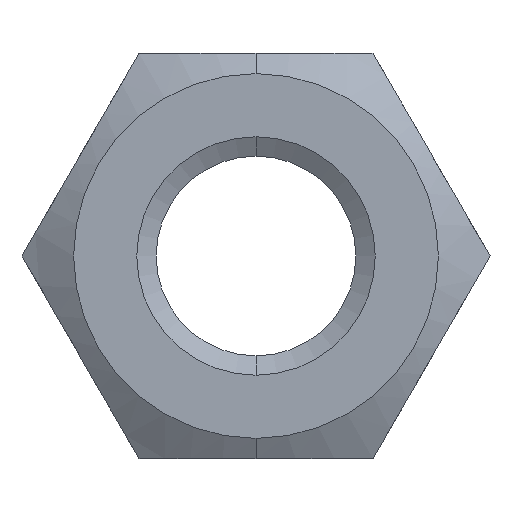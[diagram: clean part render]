
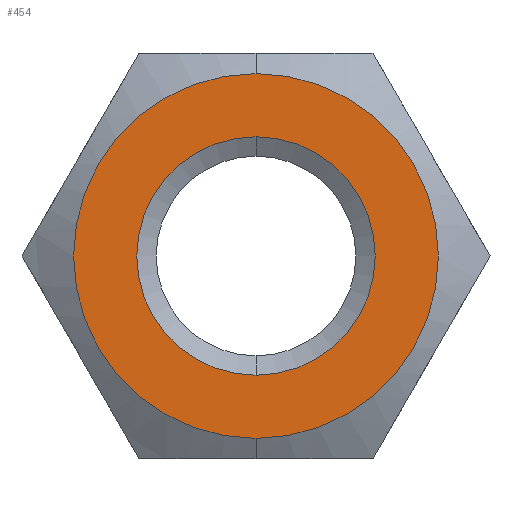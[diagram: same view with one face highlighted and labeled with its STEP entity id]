
A CAD part, left-side view. The second image highlights one B-rep face of the part: STEP entity #454.
In plain terms, the highlighted planar face has unit normal (-1, 0, 0).
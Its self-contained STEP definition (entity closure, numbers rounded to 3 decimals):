
#6 = EDGE_CURVE ( 'NONE', #120, #453, #159, .T. ) ;
#8 = AXIS2_PLACEMENT_3D ( 'NONE', #562, #362, #99 ) ;
#11 = VERTEX_POINT ( 'NONE', #201 ) ;
#21 = ORIENTED_EDGE ( 'NONE', *, *, #463, .F. ) ;
#26 = CARTESIAN_POINT ( 'NONE',  ( 0., 0., 0. ) ) ;
#49 = AXIS2_PLACEMENT_3D ( 'NONE', #399, #189, #392 ) ;
#70 = DIRECTION ( 'NONE',  ( 1., 0., 0. ) ) ;
#76 = AXIS2_PLACEMENT_3D ( 'NONE', #26, #448, #661 ) ;
#79 = DIRECTION ( 'NONE',  ( 0., 0., -1. ) ) ;
#99 = DIRECTION ( 'NONE',  ( 0., 0., 1. ) ) ;
#120 = VERTEX_POINT ( 'NONE', #534 ) ;
#126 = CIRCLE ( 'NONE', #76, 5. ) ;
#139 = CIRCLE ( 'NONE', #509, 7.65 ) ;
#159 = CIRCLE ( 'NONE', #8, 5. ) ;
#180 = AXIS2_PLACEMENT_3D ( 'NONE', #640, #70, #436 ) ;
#189 = DIRECTION ( 'NONE',  ( 1., 0., 0. ) ) ;
#201 = CARTESIAN_POINT ( 'NONE',  ( 0., 0., 7.65 ) ) ;
#272 = ORIENTED_EDGE ( 'NONE', *, *, #6, .T. ) ;
#349 = DIRECTION ( 'NONE',  ( 1., 0., 0. ) ) ;
#362 = DIRECTION ( 'NONE',  ( 1., 0., 0. ) ) ;
#380 = FACE_BOUND ( 'NONE', #390, .T. ) ;
#382 = PLANE ( 'NONE',  #180 ) ;
#390 = EDGE_LOOP ( 'NONE', ( #272, #568 ) ) ;
#392 = DIRECTION ( 'NONE',  ( 0., 0., -1. ) ) ;
#395 = CIRCLE ( 'NONE', #49, 7.65 ) ;
#399 = CARTESIAN_POINT ( 'NONE',  ( 0., 0., 0. ) ) ;
#436 = DIRECTION ( 'NONE',  ( 0., 0., -1. ) ) ;
#438 = FACE_OUTER_BOUND ( 'NONE', #567, .T. ) ;
#448 = DIRECTION ( 'NONE',  ( 1., 0., 0. ) ) ;
#453 = VERTEX_POINT ( 'NONE', #498 ) ;
#454 = ADVANCED_FACE ( 'NONE', ( #380, #438 ), #382, .F. ) ;
#463 = EDGE_CURVE ( 'NONE', #11, #642, #395, .T. ) ;
#498 = CARTESIAN_POINT ( 'NONE',  ( 0., 0., -5. ) ) ;
#509 = AXIS2_PLACEMENT_3D ( 'NONE', #657, #349, #79 ) ;
#526 = EDGE_CURVE ( 'NONE', #642, #11, #139, .T. ) ;
#534 = CARTESIAN_POINT ( 'NONE',  ( 0., 0., 5. ) ) ;
#552 = EDGE_CURVE ( 'NONE', #453, #120, #126, .T. ) ;
#562 = CARTESIAN_POINT ( 'NONE',  ( 0., 0., 0. ) ) ;
#563 = CARTESIAN_POINT ( 'NONE',  ( 0., 0., -7.65 ) ) ;
#567 = EDGE_LOOP ( 'NONE', ( #634, #21 ) ) ;
#568 = ORIENTED_EDGE ( 'NONE', *, *, #552, .T. ) ;
#634 = ORIENTED_EDGE ( 'NONE', *, *, #526, .F. ) ;
#640 = CARTESIAN_POINT ( 'NONE',  ( 0., 0., 0. ) ) ;
#642 = VERTEX_POINT ( 'NONE', #563 ) ;
#657 = CARTESIAN_POINT ( 'NONE',  ( 0., 0., 0. ) ) ;
#661 = DIRECTION ( 'NONE',  ( 0., 0., 1. ) ) ;
